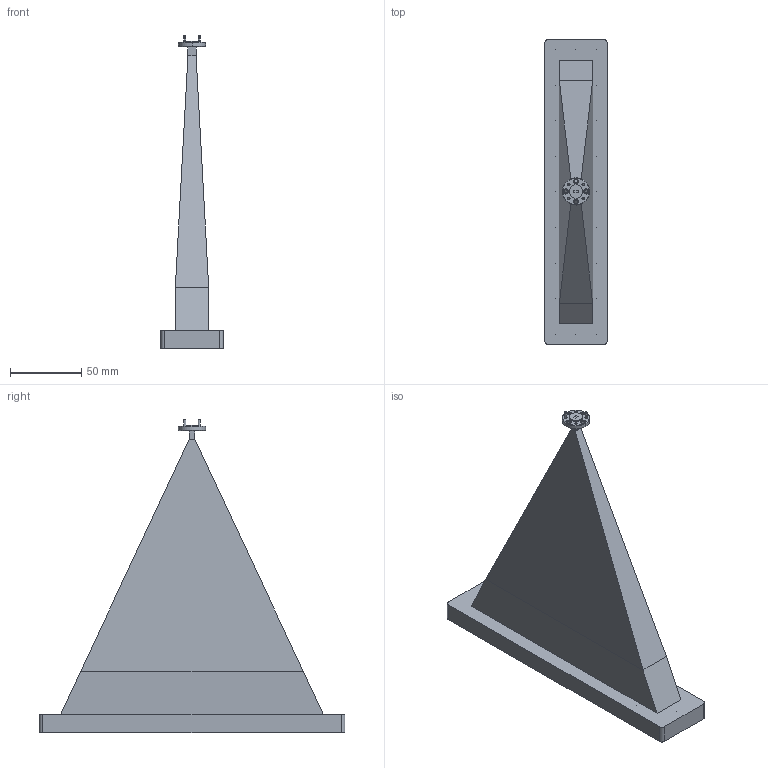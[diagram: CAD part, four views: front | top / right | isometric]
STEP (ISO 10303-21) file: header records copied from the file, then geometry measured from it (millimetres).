
FILE_DESCRIPTION (( 'STEP AP214' ), '1' );
FILE_NAME ('SAK-AL773773-12-C2.STEP', '2018-02-10T01:33:33', ( '' ), ( '' ), 'SwSTEP 2.0', 'SolidWorks 2016', '' );
FILE_SCHEMA (( 'AUTOMOTIVE_DESIGN' ));
Length unit declared in the file: inch
Products named in the file (1): SAK-AL773773-12-C2
Bounding box: 43.69 x 213.87 x 219.18 mm (x, y, z)
Volume: 463599.2 mm3; surface area: 87205.3 mm2
Topology: 24 solids, 24 shells, 1325 faces, 3640 edges, 2332 vertices
Faces by surface type: cylinder 464, plane 405, cone 396, bspline 60
Entity records: 81044 total; most frequent: CARTESIAN_POINT 32962, ORIENTED_EDGE 7120, DIRECTION 5568, EDGE_CURVE 3560, VERTEX_POINT 2332, AXIS2_PLACEMENT_3D 2090, EDGE_LOOP 1430, LINE 1388
